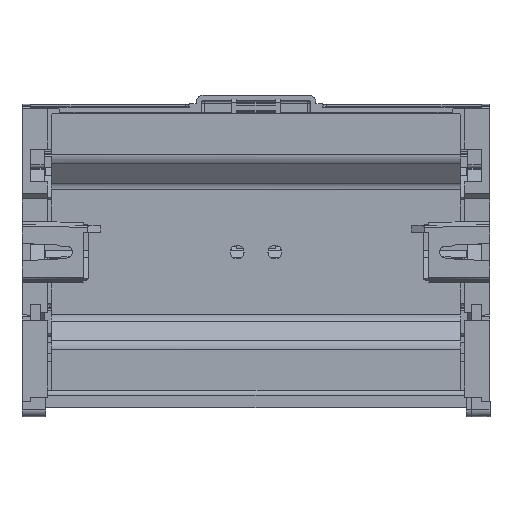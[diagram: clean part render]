
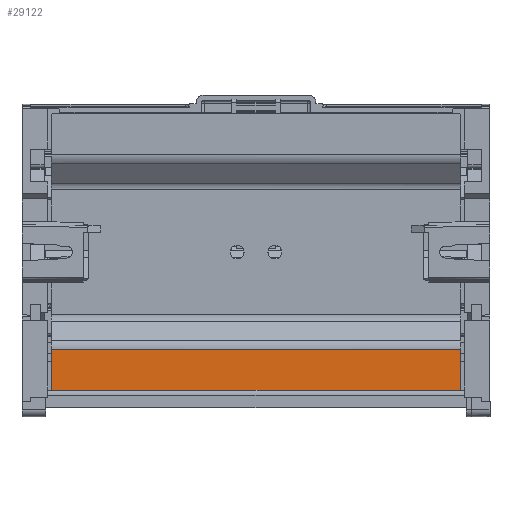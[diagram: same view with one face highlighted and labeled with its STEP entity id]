
A CAD part, top view. The second image highlights one B-rep face of the part: STEP entity #29122.
In plain terms, the highlighted face is planar.
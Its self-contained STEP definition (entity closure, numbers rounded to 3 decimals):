
#800 = CARTESIAN_POINT ( 'NONE',  ( 27.076, 119.9, -6.246 ) ) ;
#2725 = LINE ( 'NONE', #37160, #25729 ) ;
#3495 = ORIENTED_EDGE ( 'NONE', *, *, #34989, .F. ) ;
#3600 = CARTESIAN_POINT ( 'NONE',  ( 40.5, 119.4, -6.246 ) ) ;
#3630 = ORIENTED_EDGE ( 'NONE', *, *, #8800, .T. ) ;
#8052 = CARTESIAN_POINT ( 'NONE',  ( 40., 0., -6.246 ) ) ;
#8800 = EDGE_CURVE ( 'NONE', #15305, #34661, #35876, .T. ) ;
#8890 = VERTEX_POINT ( 'NONE', #3600 ) ;
#9186 = VECTOR ( 'NONE', #40196, 1000. ) ;
#10472 = ORIENTED_EDGE ( 'NONE', *, *, #12918, .T. ) ;
#10706 = AXIS2_PLACEMENT_3D ( 'NONE', #800, #14570, #21498 ) ;
#11210 = VERTEX_POINT ( 'NONE', #43493 ) ;
#11638 = EDGE_CURVE ( 'NONE', #11210, #15305, #38291, .T. ) ;
#12918 = EDGE_CURVE ( 'NONE', #32882, #8890, #30008, .T. ) ;
#13320 = CARTESIAN_POINT ( 'NONE',  ( 27.076, 0., -6.246 ) ) ;
#14570 = DIRECTION ( 'NONE',  ( 0., 0., 1. ) ) ;
#15193 = CARTESIAN_POINT ( 'NONE',  ( 40.293, 119.9, -6.246 ) ) ;
#15305 = VERTEX_POINT ( 'NONE', #8052 ) ;
#15752 = VERTEX_POINT ( 'NONE', #43216 ) ;
#18328 = CARTESIAN_POINT ( 'NONE',  ( 40.5, 119.4, -6.246 ) ) ;
#21270 = FACE_OUTER_BOUND ( 'NONE', #35823, .T. ) ;
#21498 = DIRECTION ( 'NONE',  ( 1., 0., 0. ) ) ;
#25021 = ORIENTED_EDGE ( 'NONE', *, *, #41872, .T. ) ;
#25729 = VECTOR ( 'NONE', #43896, 1000. ) ;
#26003 = ORIENTED_EDGE ( 'NONE', *, *, #40246, .T. ) ;
#26477 = CARTESIAN_POINT ( 'NONE',  ( 40.5, 119.9, -6.246 ) ) ;
#26695 = LINE ( 'NONE', #26477, #9186 ) ;
#28897 = CARTESIAN_POINT ( 'NONE',  ( 40.5, 119.693, -6.246 ) ) ;
#29122 = ADVANCED_FACE ( 'NONE', ( #21270 ), #31636, .F. ) ;
#29960 = CARTESIAN_POINT ( 'NONE',  ( 40., 119.9, -6.246 ) ) ;
#30008 =( BOUNDED_CURVE ( )  B_SPLINE_CURVE ( 3, ( #39230, #15193, #28897, #18328 ),
 .UNSPECIFIED., .F., .T. ) 
 B_SPLINE_CURVE_WITH_KNOTS ( ( 4, 4 ),
 ( 5.498, 7.069 ),
 .UNSPECIFIED. ) 
 CURVE ( )  GEOMETRIC_REPRESENTATION_ITEM ( )  RATIONAL_B_SPLINE_CURVE ( ( 1., 0.805, 0.805, 1. ) ) 
 REPRESENTATION_ITEM ( '' )  );
#30407 = CARTESIAN_POINT ( 'NONE',  ( 40.293, 0., -6.246 ) ) ;
#30534 = CARTESIAN_POINT ( 'NONE',  ( 28.49, 0., -6.246 ) ) ;
#30857 = CARTESIAN_POINT ( 'NONE',  ( 40.5, 0.5, -6.246 ) ) ;
#31636 = PLANE ( 'NONE',  #10706 ) ;
#32882 = VERTEX_POINT ( 'NONE', #29960 ) ;
#33198 = CARTESIAN_POINT ( 'NONE',  ( 27.076, 119.9, -6.246 ) ) ;
#33562 = CARTESIAN_POINT ( 'NONE',  ( 40., 0., -6.246 ) ) ;
#34445 = CARTESIAN_POINT ( 'NONE',  ( 40.5, 0.207, -6.246 ) ) ;
#34661 = VERTEX_POINT ( 'NONE', #30534 ) ;
#34916 = ORIENTED_EDGE ( 'NONE', *, *, #11638, .T. ) ;
#34989 = EDGE_CURVE ( 'NONE', #32882, #15752, #40167, .T. ) ;
#35823 = EDGE_LOOP ( 'NONE', ( #25021, #34916, #3630, #26003, #3495, #10472 ) ) ;
#35876 = LINE ( 'NONE', #13320, #39452 ) ;
#36137 = DIRECTION ( 'NONE',  ( -1., 0., 0. ) ) ;
#37136 = DIRECTION ( 'NONE',  ( -1., 0., 0. ) ) ;
#37160 = CARTESIAN_POINT ( 'NONE',  ( 28.49, 119.9, -6.246 ) ) ;
#38291 =( BOUNDED_CURVE ( )  B_SPLINE_CURVE ( 3, ( #30857, #34445, #30407, #33562 ),
 .UNSPECIFIED., .F., .T. ) 
 B_SPLINE_CURVE_WITH_KNOTS ( ( 4, 4 ),
 ( 5.498, 7.069 ),
 .UNSPECIFIED. ) 
 CURVE ( )  GEOMETRIC_REPRESENTATION_ITEM ( )  RATIONAL_B_SPLINE_CURVE ( ( 1., 0.805, 0.805, 1. ) ) 
 REPRESENTATION_ITEM ( '' )  );
#39230 = CARTESIAN_POINT ( 'NONE',  ( 40., 119.9, -6.246 ) ) ;
#39452 = VECTOR ( 'NONE', #37136, 1000. ) ;
#40167 = LINE ( 'NONE', #33198, #40438 ) ;
#40196 = DIRECTION ( 'NONE',  ( 0., -1., 0. ) ) ;
#40246 = EDGE_CURVE ( 'NONE', #34661, #15752, #2725, .T. ) ;
#40438 = VECTOR ( 'NONE', #36137, 1000. ) ;
#41872 = EDGE_CURVE ( 'NONE', #8890, #11210, #26695, .T. ) ;
#43216 = CARTESIAN_POINT ( 'NONE',  ( 28.49, 119.9, -6.246 ) ) ;
#43493 = CARTESIAN_POINT ( 'NONE',  ( 40.5, 0.5, -6.246 ) ) ;
#43896 = DIRECTION ( 'NONE',  ( 0., 1., 0. ) ) ;
